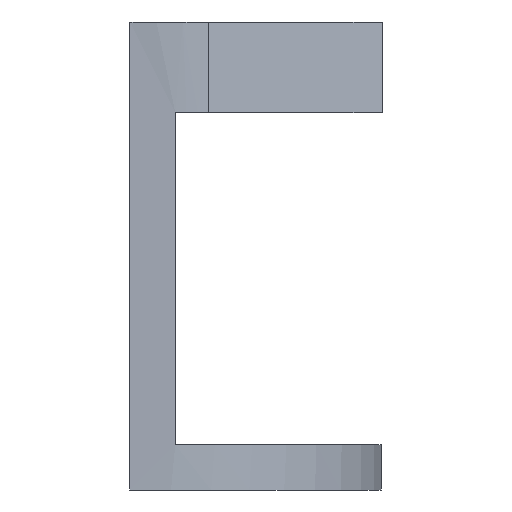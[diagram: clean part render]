
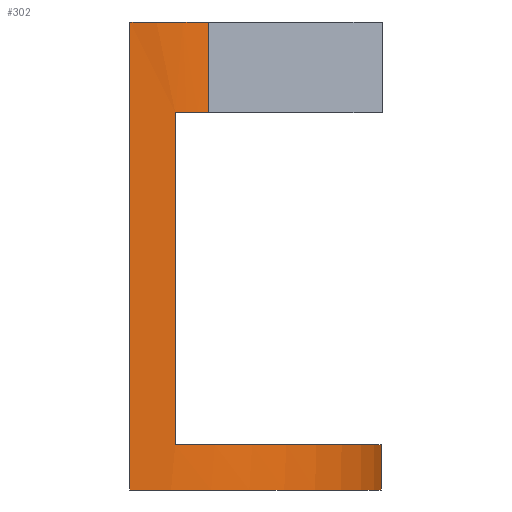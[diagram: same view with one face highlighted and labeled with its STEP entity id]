
A CAD part, left-side view. The second image highlights one B-rep face of the part: STEP entity #302.
In plain terms, the highlighted cylindrical face has radius 80.911 mm (diameter 161.822 mm), a partial arc.
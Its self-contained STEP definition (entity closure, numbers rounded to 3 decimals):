
#18=CYLINDRICAL_SURFACE('',#349,80.911);
#33=FACE_OUTER_BOUND('',#49,.T.);
#49=EDGE_LOOP('',(#264,#265,#266,#267,#268,#269,#270,#271,#272,#273,#274,
#275));
#57=LINE('',#459,#87);
#61=LINE('',#470,#91);
#72=LINE('',#503,#102);
#73=LINE('',#506,#103);
#77=LINE('',#516,#107);
#79=LINE('',#520,#109);
#87=VECTOR('',#369,10.);
#91=VECTOR('',#379,10.);
#102=VECTOR('',#410,10.);
#103=VECTOR('',#413,10.);
#107=VECTOR('',#427,10.);
#109=VECTOR('',#433,10.);
#113=CIRCLE('',#332,80.911);
#114=CIRCLE('',#333,80.911);
#115=CIRCLE('',#335,80.911);
#117=CIRCLE('',#338,80.911);
#120=CIRCLE('',#344,80.911);
#121=CIRCLE('',#345,80.911);
#130=VERTEX_POINT('',#456);
#131=VERTEX_POINT('',#458);
#134=VERTEX_POINT('',#468);
#135=VERTEX_POINT('',#469);
#136=VERTEX_POINT('',#474);
#137=VERTEX_POINT('',#477);
#139=VERTEX_POINT('',#482);
#140=VERTEX_POINT('',#484);
#143=VERTEX_POINT('',#491);
#144=VERTEX_POINT('',#493);
#147=VERTEX_POINT('',#501);
#148=VERTEX_POINT('',#505);
#159=EDGE_CURVE('',#130,#131,#57,.T.);
#164=EDGE_CURVE('',#134,#135,#61,.T.);
#167=EDGE_CURVE('',#134,#136,#113,.T.);
#170=EDGE_CURVE('',#137,#130,#114,.T.);
#172=EDGE_CURVE('',#139,#140,#115,.T.);
#176=EDGE_CURVE('',#144,#143,#117,.T.);
#181=EDGE_CURVE('',#147,#143,#72,.T.);
#182=EDGE_CURVE('',#148,#144,#73,.T.);
#186=EDGE_CURVE('',#148,#135,#120,.T.);
#187=EDGE_CURVE('',#131,#147,#121,.T.);
#189=EDGE_CURVE('',#136,#139,#77,.T.);
#191=EDGE_CURVE('',#140,#137,#79,.T.);
#264=ORIENTED_EDGE('',*,*,#164,.T.);
#265=ORIENTED_EDGE('',*,*,#186,.F.);
#266=ORIENTED_EDGE('',*,*,#182,.T.);
#267=ORIENTED_EDGE('',*,*,#176,.T.);
#268=ORIENTED_EDGE('',*,*,#181,.F.);
#269=ORIENTED_EDGE('',*,*,#187,.F.);
#270=ORIENTED_EDGE('',*,*,#159,.F.);
#271=ORIENTED_EDGE('',*,*,#170,.F.);
#272=ORIENTED_EDGE('',*,*,#191,.F.);
#273=ORIENTED_EDGE('',*,*,#172,.F.);
#274=ORIENTED_EDGE('',*,*,#189,.F.);
#275=ORIENTED_EDGE('',*,*,#167,.F.);
#302=ADVANCED_FACE('',(#33),#18,.T.);
#332=AXIS2_PLACEMENT_3D('',#475,#384,#385);
#333=AXIS2_PLACEMENT_3D('',#479,#388,#389);
#335=AXIS2_PLACEMENT_3D('',#485,#393,#394);
#338=AXIS2_PLACEMENT_3D('',#494,#401,#402);
#344=AXIS2_PLACEMENT_3D('',#512,#420,#421);
#345=AXIS2_PLACEMENT_3D('',#513,#422,#423);
#349=AXIS2_PLACEMENT_3D('',#521,#434,#435);
#369=DIRECTION('',(0.,0.,-1.));
#379=DIRECTION('',(0.,0.,-1.));
#384=DIRECTION('center_axis',(0.,0.,1.));
#385=DIRECTION('ref_axis',(-0.999,0.032,0.));
#388=DIRECTION('center_axis',(0.,0.,1.));
#389=DIRECTION('ref_axis',(-0.999,0.032,0.));
#393=DIRECTION('center_axis',(0.,0.,-1.));
#394=DIRECTION('ref_axis',(0.999,0.032,0.));
#401=DIRECTION('center_axis',(0.,0.,-1.));
#402=DIRECTION('ref_axis',(0.999,0.032,0.));
#410=DIRECTION('',(0.,0.,-1.));
#413=DIRECTION('',(0.,0.,-1.));
#420=DIRECTION('center_axis',(0.,0.,-1.));
#421=DIRECTION('ref_axis',(-0.999,0.032,0.));
#422=DIRECTION('center_axis',(0.,0.,-1.));
#423=DIRECTION('ref_axis',(-0.999,0.032,0.));
#427=DIRECTION('',(0.,0.,-1.));
#433=DIRECTION('',(0.,0.,1.));
#434=DIRECTION('center_axis',(0.,0.,-1.));
#435=DIRECTION('ref_axis',(0.,-1.,0.));
#456=CARTESIAN_POINT('',(-77.424,-23.497,255.));
#458=CARTESIAN_POINT('',(-77.424,-23.497,225.));
#459=CARTESIAN_POINT('',(-77.424,-23.497,250.));
#468=CARTESIAN_POINT('',(77.424,-23.497,255.));
#469=CARTESIAN_POINT('',(77.424,-23.497,225.));
#470=CARTESIAN_POINT('',(77.424,-23.497,250.));
#474=CARTESIAN_POINT('',(80.87,2.589,255.));
#475=CARTESIAN_POINT('Origin',(0.,0.,255.));
#477=CARTESIAN_POINT('',(-80.87,2.589,255.));
#479=CARTESIAN_POINT('Origin',(0.,0.,255.));
#482=CARTESIAN_POINT('',(80.87,2.589,100.));
#484=CARTESIAN_POINT('',(-80.87,2.589,100.));
#485=CARTESIAN_POINT('Origin',(0.,0.,100.));
#491=CARTESIAN_POINT('',(-79.953,-12.411,115.));
#493=CARTESIAN_POINT('',(79.953,-12.411,115.));
#494=CARTESIAN_POINT('Origin',(0.,0.,115.));
#501=CARTESIAN_POINT('',(-79.953,-12.411,225.));
#503=CARTESIAN_POINT('',(-79.953,-12.411,225.));
#505=CARTESIAN_POINT('',(79.953,-12.411,225.));
#506=CARTESIAN_POINT('',(79.953,-12.411,225.));
#512=CARTESIAN_POINT('Origin',(0.,0.,225.));
#513=CARTESIAN_POINT('Origin',(0.,0.,225.));
#516=CARTESIAN_POINT('',(80.87,2.589,115.));
#520=CARTESIAN_POINT('',(-80.87,2.589,250.));
#521=CARTESIAN_POINT('Origin',(0.,0.,250.));
